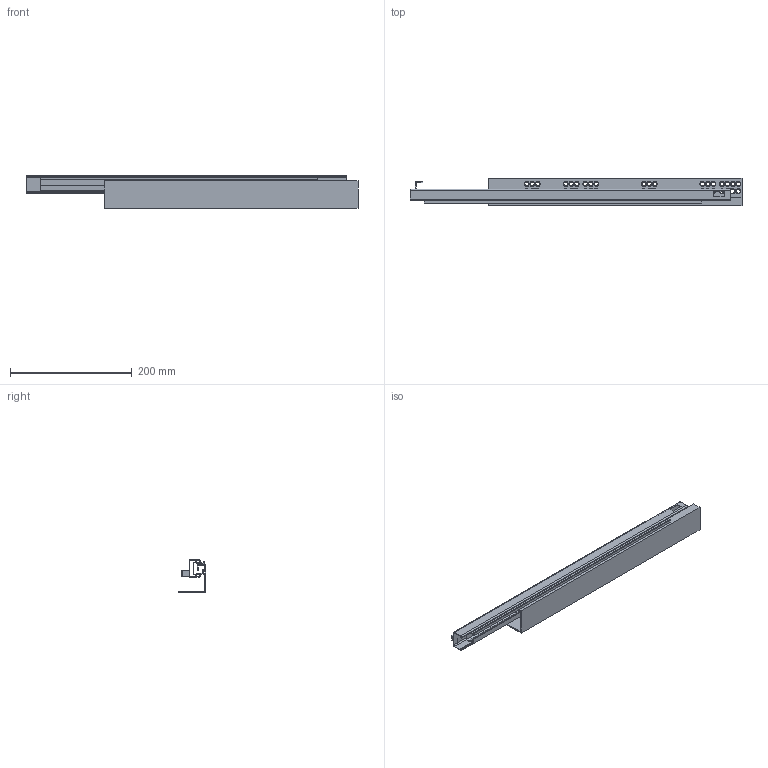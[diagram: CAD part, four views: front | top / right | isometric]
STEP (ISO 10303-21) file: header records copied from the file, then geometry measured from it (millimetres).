
FILE_DESCRIPTION (( 'STEP AP214' ), '1' );
FILE_NAME ('F000176_CLOSED_RIGHT_3D.step', '2023-02-22T12:26:44', ( '' ), ( '' ), 'SwSTEP 2.0', 'SolidWorks 2020', '' );
FILE_SCHEMA (( 'AUTOMOTIVE_DESIGN' ));
Length unit declared in the file: millimetre
Products named in the file (4): NU70,NU80-550,600-VNEJSI-PRAVY; NU70,NU80-550-STREDNI; NU70,NU80-550-VNITRNI_PRAVY; F000176_CLOSED_RIGHT_3D
Assembly tree (3 placements, depth 2):
  F000176_CLOSED_RIGHT_3D
    NU70,NU80-550,600-VNEJSI-PRAVY
    NU70,NU80-550-STREDNI
    NU70,NU80-550-VNITRNI_PRAVY
Bounding box: 544.5 x 45.5 x 53.5 mm (x, y, z)
Volume: 152453.4 mm3; surface area: 218015.7 mm2
Topology: 3 solids, 3 shells, 235 faces, 609 edges, 380 vertices
Faces by surface type: cylinder 83, plane 81, cone 71
Entity records: 7455 total; most frequent: DIRECTION 1333, CARTESIAN_POINT 1230, ORIENTED_EDGE 1218, EDGE_CURVE 609, AXIS2_PLACEMENT_3D 483, VERTEX_POINT 380, LINE 367, VECTOR 367
